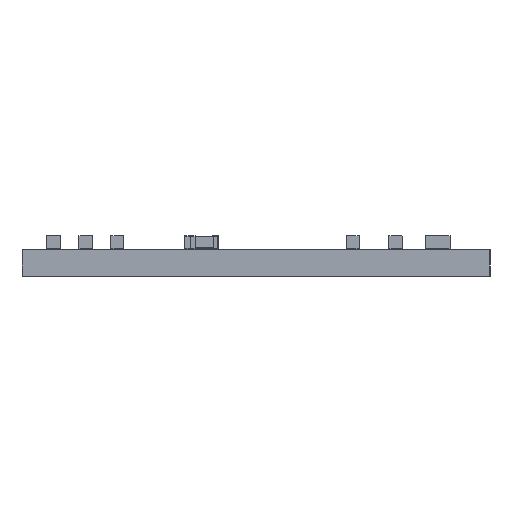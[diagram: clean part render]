
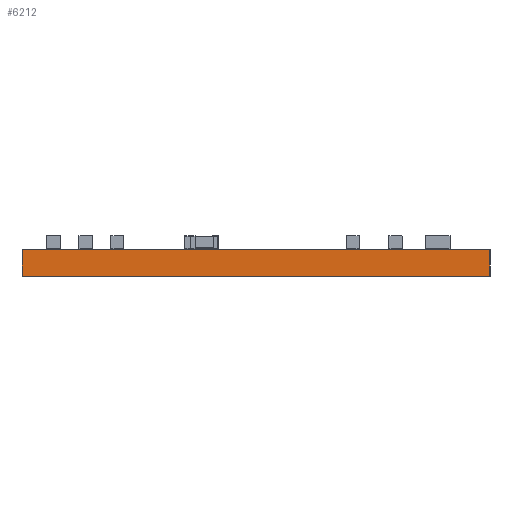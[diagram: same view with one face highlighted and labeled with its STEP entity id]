
A CAD part, left-side view. The second image highlights one B-rep face of the part: STEP entity #6212.
In plain terms, the highlighted planar face has unit normal (-1, 0, 0).
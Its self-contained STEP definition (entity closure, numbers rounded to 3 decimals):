
#6212 = ADVANCED_FACE('',(#6213),#6227,.T.);
#6213 = FACE_BOUND('',#6214,.T.);
#6214 = EDGE_LOOP('',(#6215,#6250,#6278,#6306));
#6215 = ORIENTED_EDGE('',*,*,#6216,.T.);
#6216 = EDGE_CURVE('',#6217,#6219,#6221,.T.);
#6217 = VERTEX_POINT('',#6218);
#6218 = CARTESIAN_POINT('',(0.,0.,0.));
#6219 = VERTEX_POINT('',#6220);
#6220 = CARTESIAN_POINT('',(0.,0.,1.6));
#6221 = SURFACE_CURVE('',#6222,(#6226,#6238),.PCURVE_S1.);
#6222 = LINE('',#6223,#6224);
#6223 = CARTESIAN_POINT('',(0.,0.,0.));
#6224 = VECTOR('',#6225,1.);
#6225 = DIRECTION('',(0.,0.,1.));
#6226 = PCURVE('',#6227,#6232);
#6227 = PLANE('',#6228);
#6228 = AXIS2_PLACEMENT_3D('',#6229,#6230,#6231);
#6229 = CARTESIAN_POINT('',(0.,0.,0.));
#6230 = DIRECTION('',(-1.,0.,0.));
#6231 = DIRECTION('',(0.,1.,0.));
#6232 = DEFINITIONAL_REPRESENTATION('',(#6233),#6237);
#6233 = LINE('',#6234,#6235);
#6234 = CARTESIAN_POINT('',(0.,0.));
#6235 = VECTOR('',#6236,1.);
#6236 = DIRECTION('',(0.,-1.));
#6237 = ( GEOMETRIC_REPRESENTATION_CONTEXT(2) 
PARAMETRIC_REPRESENTATION_CONTEXT() REPRESENTATION_CONTEXT('2D SPACE',''
  ) );
#6238 = PCURVE('',#6239,#6244);
#6239 = PLANE('',#6240);
#6240 = AXIS2_PLACEMENT_3D('',#6241,#6242,#6243);
#6241 = CARTESIAN_POINT('',(34.5,0.,0.));
#6242 = DIRECTION('',(0.,-1.,0.));
#6243 = DIRECTION('',(-1.,0.,0.));
#6244 = DEFINITIONAL_REPRESENTATION('',(#6245),#6249);
#6245 = LINE('',#6246,#6247);
#6246 = CARTESIAN_POINT('',(34.5,0.));
#6247 = VECTOR('',#6248,1.);
#6248 = DIRECTION('',(0.,-1.));
#6249 = ( GEOMETRIC_REPRESENTATION_CONTEXT(2) 
PARAMETRIC_REPRESENTATION_CONTEXT() REPRESENTATION_CONTEXT('2D SPACE',''
  ) );
#6250 = ORIENTED_EDGE('',*,*,#6251,.T.);
#6251 = EDGE_CURVE('',#6219,#6252,#6254,.T.);
#6252 = VERTEX_POINT('',#6253);
#6253 = CARTESIAN_POINT('',(0.,28.,1.6));
#6254 = SURFACE_CURVE('',#6255,(#6259,#6266),.PCURVE_S1.);
#6255 = LINE('',#6256,#6257);
#6256 = CARTESIAN_POINT('',(0.,0.,1.6));
#6257 = VECTOR('',#6258,1.);
#6258 = DIRECTION('',(0.,1.,0.));
#6259 = PCURVE('',#6227,#6260);
#6260 = DEFINITIONAL_REPRESENTATION('',(#6261),#6265);
#6261 = LINE('',#6262,#6263);
#6262 = CARTESIAN_POINT('',(0.,-1.6));
#6263 = VECTOR('',#6264,1.);
#6264 = DIRECTION('',(1.,0.));
#6265 = ( GEOMETRIC_REPRESENTATION_CONTEXT(2) 
PARAMETRIC_REPRESENTATION_CONTEXT() REPRESENTATION_CONTEXT('2D SPACE',''
  ) );
#6266 = PCURVE('',#6267,#6272);
#6267 = PLANE('',#6268);
#6268 = AXIS2_PLACEMENT_3D('',#6269,#6270,#6271);
#6269 = CARTESIAN_POINT('',(17.25,14.,1.6));
#6270 = DIRECTION('',(0.,0.,-1.));
#6271 = DIRECTION('',(-1.,0.,0.));
#6272 = DEFINITIONAL_REPRESENTATION('',(#6273),#6277);
#6273 = LINE('',#6274,#6275);
#6274 = CARTESIAN_POINT('',(17.25,-14.));
#6275 = VECTOR('',#6276,1.);
#6276 = DIRECTION('',(0.,1.));
#6277 = ( GEOMETRIC_REPRESENTATION_CONTEXT(2) 
PARAMETRIC_REPRESENTATION_CONTEXT() REPRESENTATION_CONTEXT('2D SPACE',''
  ) );
#6278 = ORIENTED_EDGE('',*,*,#6279,.F.);
#6279 = EDGE_CURVE('',#6280,#6252,#6282,.T.);
#6280 = VERTEX_POINT('',#6281);
#6281 = CARTESIAN_POINT('',(0.,28.,0.));
#6282 = SURFACE_CURVE('',#6283,(#6287,#6294),.PCURVE_S1.);
#6283 = LINE('',#6284,#6285);
#6284 = CARTESIAN_POINT('',(0.,28.,0.));
#6285 = VECTOR('',#6286,1.);
#6286 = DIRECTION('',(0.,0.,1.));
#6287 = PCURVE('',#6227,#6288);
#6288 = DEFINITIONAL_REPRESENTATION('',(#6289),#6293);
#6289 = LINE('',#6290,#6291);
#6290 = CARTESIAN_POINT('',(28.,0.));
#6291 = VECTOR('',#6292,1.);
#6292 = DIRECTION('',(0.,-1.));
#6293 = ( GEOMETRIC_REPRESENTATION_CONTEXT(2) 
PARAMETRIC_REPRESENTATION_CONTEXT() REPRESENTATION_CONTEXT('2D SPACE',''
  ) );
#6294 = PCURVE('',#6295,#6300);
#6295 = PLANE('',#6296);
#6296 = AXIS2_PLACEMENT_3D('',#6297,#6298,#6299);
#6297 = CARTESIAN_POINT('',(0.,28.,0.));
#6298 = DIRECTION('',(0.,1.,0.));
#6299 = DIRECTION('',(1.,0.,0.));
#6300 = DEFINITIONAL_REPRESENTATION('',(#6301),#6305);
#6301 = LINE('',#6302,#6303);
#6302 = CARTESIAN_POINT('',(0.,0.));
#6303 = VECTOR('',#6304,1.);
#6304 = DIRECTION('',(0.,-1.));
#6305 = ( GEOMETRIC_REPRESENTATION_CONTEXT(2) 
PARAMETRIC_REPRESENTATION_CONTEXT() REPRESENTATION_CONTEXT('2D SPACE',''
  ) );
#6306 = ORIENTED_EDGE('',*,*,#6307,.F.);
#6307 = EDGE_CURVE('',#6217,#6280,#6308,.T.);
#6308 = SURFACE_CURVE('',#6309,(#6313,#6320),.PCURVE_S1.);
#6309 = LINE('',#6310,#6311);
#6310 = CARTESIAN_POINT('',(0.,0.,0.));
#6311 = VECTOR('',#6312,1.);
#6312 = DIRECTION('',(0.,1.,0.));
#6313 = PCURVE('',#6227,#6314);
#6314 = DEFINITIONAL_REPRESENTATION('',(#6315),#6319);
#6315 = LINE('',#6316,#6317);
#6316 = CARTESIAN_POINT('',(0.,0.));
#6317 = VECTOR('',#6318,1.);
#6318 = DIRECTION('',(1.,0.));
#6319 = ( GEOMETRIC_REPRESENTATION_CONTEXT(2) 
PARAMETRIC_REPRESENTATION_CONTEXT() REPRESENTATION_CONTEXT('2D SPACE',''
  ) );
#6320 = PCURVE('',#6321,#6326);
#6321 = PLANE('',#6322);
#6322 = AXIS2_PLACEMENT_3D('',#6323,#6324,#6325);
#6323 = CARTESIAN_POINT('',(17.25,14.,0.));
#6324 = DIRECTION('',(0.,0.,-1.));
#6325 = DIRECTION('',(-1.,0.,0.));
#6326 = DEFINITIONAL_REPRESENTATION('',(#6327),#6331);
#6327 = LINE('',#6328,#6329);
#6328 = CARTESIAN_POINT('',(17.25,-14.));
#6329 = VECTOR('',#6330,1.);
#6330 = DIRECTION('',(0.,1.));
#6331 = ( GEOMETRIC_REPRESENTATION_CONTEXT(2) 
PARAMETRIC_REPRESENTATION_CONTEXT() REPRESENTATION_CONTEXT('2D SPACE',''
  ) );
